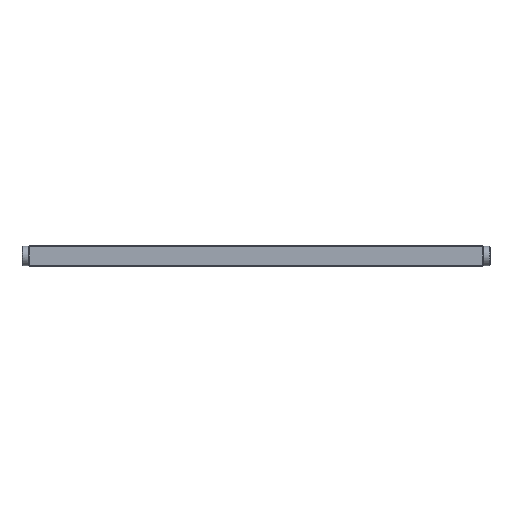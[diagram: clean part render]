
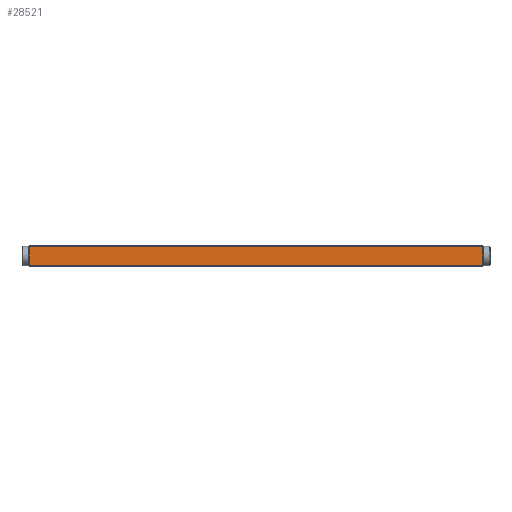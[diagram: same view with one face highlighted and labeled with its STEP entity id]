
A CAD part, front view. The second image highlights one B-rep face of the part: STEP entity #28521.
In plain terms, the highlighted planar face has unit normal (0, -1, 0).
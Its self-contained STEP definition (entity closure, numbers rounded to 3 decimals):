
#28521=ADVANCED_FACE('',(#33400),#30865,.T.);
#30865=PLANE('',#81345);
#33400=FACE_OUTER_BOUND('',#36710,.T.);
#36710=EDGE_LOOP('',(#47325,#47326,#47327,#47328));
#47325=ORIENTED_EDGE('',*,*,#63993,.T.);
#47326=ORIENTED_EDGE('',*,*,#63994,.T.);
#47327=ORIENTED_EDGE('',*,*,#63995,.T.);
#47328=ORIENTED_EDGE('',*,*,#63996,.T.);
#57237=VERTEX_POINT('',#106930);
#57238=VERTEX_POINT('',#106931);
#57239=VERTEX_POINT('',#106933);
#57240=VERTEX_POINT('',#106935);
#63993=EDGE_CURVE('',#57237,#57238,#70130,.T.);
#63994=EDGE_CURVE('',#57238,#57239,#70131,.T.);
#63995=EDGE_CURVE('',#57239,#57240,#70132,.T.);
#63996=EDGE_CURVE('',#57240,#57237,#70133,.T.);
#70130=LINE('',#106929,#75450);
#70131=LINE('',#106932,#75451);
#70132=LINE('',#106934,#75452);
#70133=LINE('',#106936,#75453);
#75450=VECTOR('',#92235,1.);
#75451=VECTOR('',#92236,1.);
#75452=VECTOR('',#92237,1.);
#75453=VECTOR('',#92238,1.);
#81345=AXIS2_PLACEMENT_3D('',#106937,#92239,#92240);
#92235=DIRECTION('',(-1.,0.,0.));
#92236=DIRECTION('',(0.,0.,-1.));
#92237=DIRECTION('',(1.,0.,0.));
#92238=DIRECTION('',(0.,0.,1.));
#92239=DIRECTION('',(0.,-1.,0.));
#92240=DIRECTION('',(0.,0.,-1.));
#106929=CARTESIAN_POINT('',(87.5,0.,7.575));
#106930=CARTESIAN_POINT('',(174.6,0.,7.575));
#106931=CARTESIAN_POINT('',(0.4,0.,7.575));
#106932=CARTESIAN_POINT('',(0.4,0.,0.));
#106933=CARTESIAN_POINT('',(0.4,0.,0.425));
#106934=CARTESIAN_POINT('',(87.5,0.,0.425));
#106935=CARTESIAN_POINT('',(174.6,0.,0.425));
#106936=CARTESIAN_POINT('',(174.6,0.,0.));
#106937=CARTESIAN_POINT('',(87.5,0.,0.));
